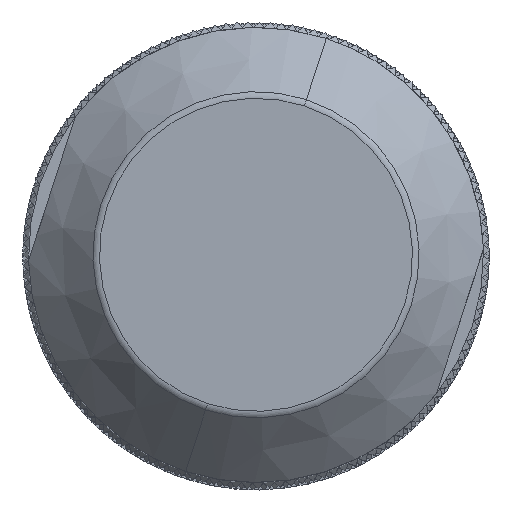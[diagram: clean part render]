
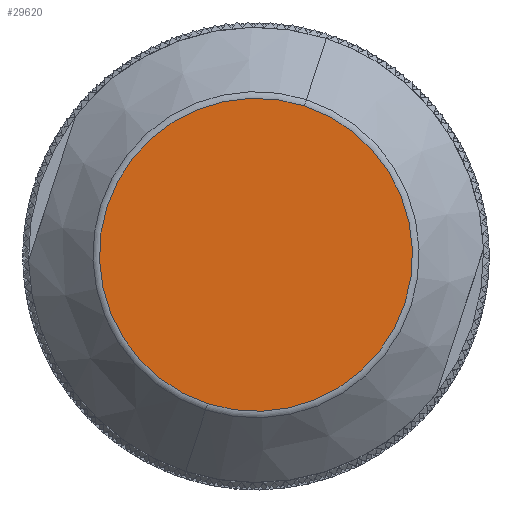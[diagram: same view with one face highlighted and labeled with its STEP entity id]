
A CAD part, top view. The second image highlights one B-rep face of the part: STEP entity #29620.
In plain terms, the highlighted planar face has unit normal (0, 0, 1).
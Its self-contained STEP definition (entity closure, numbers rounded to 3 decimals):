
#29527=AXIS2_PLACEMENT_3D('Circle Axis2P3D',#29525,#29526,$) ;
#29601=AXIS2_PLACEMENT_3D('Circle Axis2P3D',#29599,#29600,$) ;
#29614=AXIS2_PLACEMENT_3D('Plane Axis2P3D',#29611,#29612,#29613) ;
#29522=CARTESIAN_POINT('Vertex',(9.906,4.518,75.8)) ;
#29525=CARTESIAN_POINT('Axis2P3D Location',(12.5,12.5,75.8)) ;
#29529=CARTESIAN_POINT('Vertex',(15.094,20.482,75.8)) ;
#29599=CARTESIAN_POINT('Axis2P3D Location',(12.5,12.5,75.8)) ;
#29611=CARTESIAN_POINT('Axis2P3D Location',(6.223,14.54,75.8)) ;
#29526=DIRECTION('Axis2P3D Direction',(0.,0.,-1.)) ;
#29600=DIRECTION('Axis2P3D Direction',(0.,0.,-1.)) ;
#29612=DIRECTION('Axis2P3D Direction',(0.,0.,-1.)) ;
#29613=DIRECTION('Axis2P3D XDirection',(-0.309,-0.951,0.)) ;
#29617=ORIENTED_EDGE('',*,*,#29603,.T.) ;
#29618=ORIENTED_EDGE('',*,*,#29531,.T.) ;
#29620=ADVANCED_FACE('Hauptkoerper',(#29619),#29615,.F.) ;
#29528=CIRCLE('generated circle',#29527,8.393) ;
#29602=CIRCLE('generated circle',#29601,8.393) ;
#29531=EDGE_CURVE('',#29530,#29523,#29528,.F.) ;
#29603=EDGE_CURVE('',#29523,#29530,#29602,.F.) ;
#29616=EDGE_LOOP('',(#29617,#29618)) ;
#29619=FACE_OUTER_BOUND('',#29616,.T.) ;
#29615=PLANE('',#29614) ;
#29523=VERTEX_POINT('',#29522) ;
#29530=VERTEX_POINT('',#29529) ;
